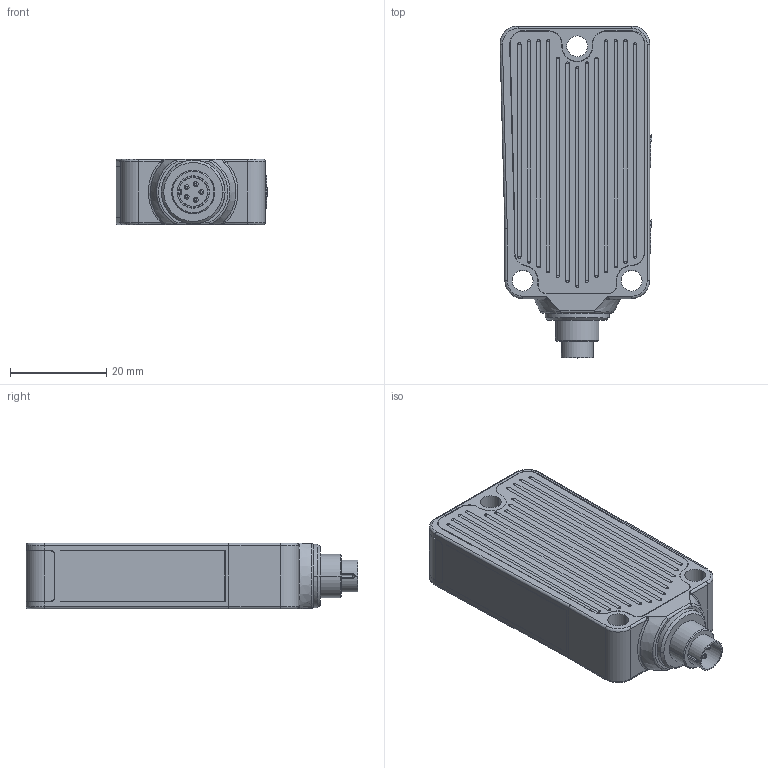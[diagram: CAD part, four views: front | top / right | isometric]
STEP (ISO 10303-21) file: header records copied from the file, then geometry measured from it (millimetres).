
FILE_DESCRIPTION((''),'2;1');
FILE_NAME('CAD1619','2012-02-28T',('cludewig'),(''),'PRO/ENGINEER BY PARAMETRIC TECHNOLOGY CORPORATION, 2007250','PRO/ENGINEER BY PARAMETRIC TECHNOLOGY CORPORATION, 2007250','');
FILE_SCHEMA(('CONFIG_CONTROL_DESIGN'));
Length unit declared in the file: millimetre
Products named in the file (1): CAD1619
Bounding box: 31.5 x 68.8 x 13.6 mm (x, y, z)
Volume: 23460.6 mm3; surface area: 8303.8 mm2
Topology: 1 solids, 1 shells, 511 faces, 1209 edges, 740 vertices
Faces by surface type: cylinder 177, plane 167, sphere 72, bspline 58, torus 28, cone 9
Entity records: 18068 total; most frequent: CARTESIAN_POINT 6478, ORIENTED_EDGE 2418, DIRECTION 2370, EDGE_CURVE 1209, AXIS2_PLACEMENT_3D 876, VERTEX_POINT 740, VECTOR 618, LINE 618
